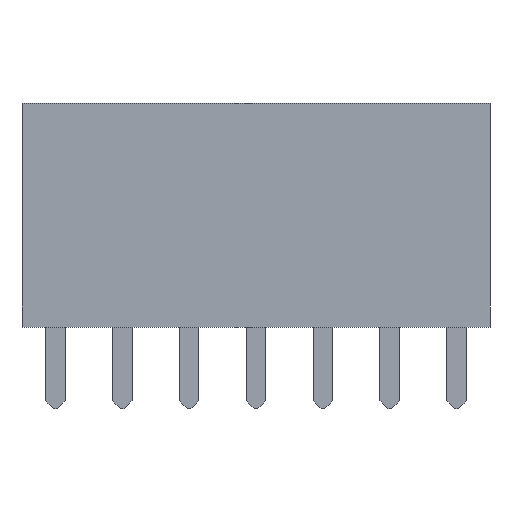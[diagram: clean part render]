
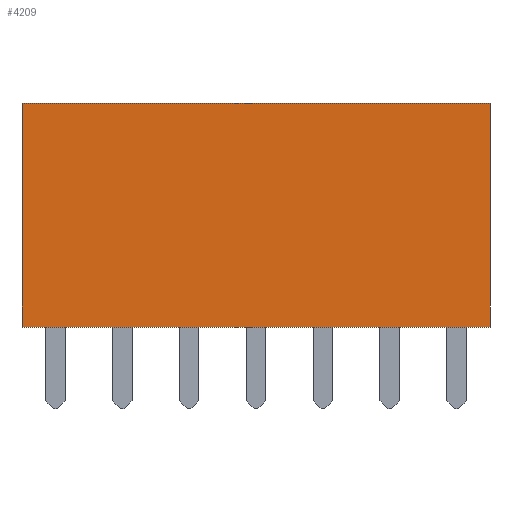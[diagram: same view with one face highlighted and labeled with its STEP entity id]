
A CAD part, front view. The second image highlights one B-rep face of the part: STEP entity #4209.
In plain terms, the highlighted planar face has unit normal (0, -1, 0).
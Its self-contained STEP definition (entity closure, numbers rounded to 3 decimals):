
#153=FACE_OUTER_BOUND('',#418,.T.);
#418=EDGE_LOOP('',(#3099,#3100,#3101,#3102));
#653=LINE('',#5895,#1233);
#684=LINE('',#5958,#1264);
#759=LINE('',#6112,#1339);
#762=LINE('',#6117,#1342);
#1233=VECTOR('',#4778,10.);
#1264=VECTOR('',#4817,10.);
#1339=VECTOR('',#4972,10.);
#1342=VECTOR('',#4979,10.);
#1794=VERTEX_POINT('',#5892);
#1795=VERTEX_POINT('',#5894);
#1823=VERTEX_POINT('',#5957);
#1862=VERTEX_POINT('',#6111);
#2181=EDGE_CURVE('',#1794,#1795,#653,.T.);
#2212=EDGE_CURVE('',#1795,#1823,#684,.T.);
#2287=EDGE_CURVE('',#1862,#1823,#759,.T.);
#2290=EDGE_CURVE('',#1862,#1794,#762,.T.);
#3099=ORIENTED_EDGE('',*,*,#2287,.T.);
#3100=ORIENTED_EDGE('',*,*,#2212,.F.);
#3101=ORIENTED_EDGE('',*,*,#2181,.F.);
#3102=ORIENTED_EDGE('',*,*,#2290,.F.);
#3951=PLANE('',#4497);
#4209=ADVANCED_FACE('',(#153),#3951,.T.);
#4497=AXIS2_PLACEMENT_3D('',#6184,#5048,#5049);
#4778=DIRECTION('',(1.,0.,0.));
#4817=DIRECTION('',(0.,0.,-1.));
#4972=DIRECTION('',(1.,0.,0.));
#4979=DIRECTION('',(0.,0.,1.));
#5048=DIRECTION('center_axis',(0.,-1.,0.));
#5049=DIRECTION('ref_axis',(1.,0.,0.));
#5892=CARTESIAN_POINT('',(-8.89,-2.52,8.6));
#5894=CARTESIAN_POINT('',(8.89,-2.52,8.6));
#5895=CARTESIAN_POINT('',(-8.89,-2.52,8.6));
#5957=CARTESIAN_POINT('',(8.89,-2.52,0.1));
#5958=CARTESIAN_POINT('',(8.89,-2.52,0.1));
#6111=CARTESIAN_POINT('',(-8.89,-2.52,0.1));
#6112=CARTESIAN_POINT('',(-8.89,-2.52,0.1));
#6117=CARTESIAN_POINT('',(-8.89,-2.52,0.1));
#6184=CARTESIAN_POINT('Origin',(-8.89,-2.52,0.1));
